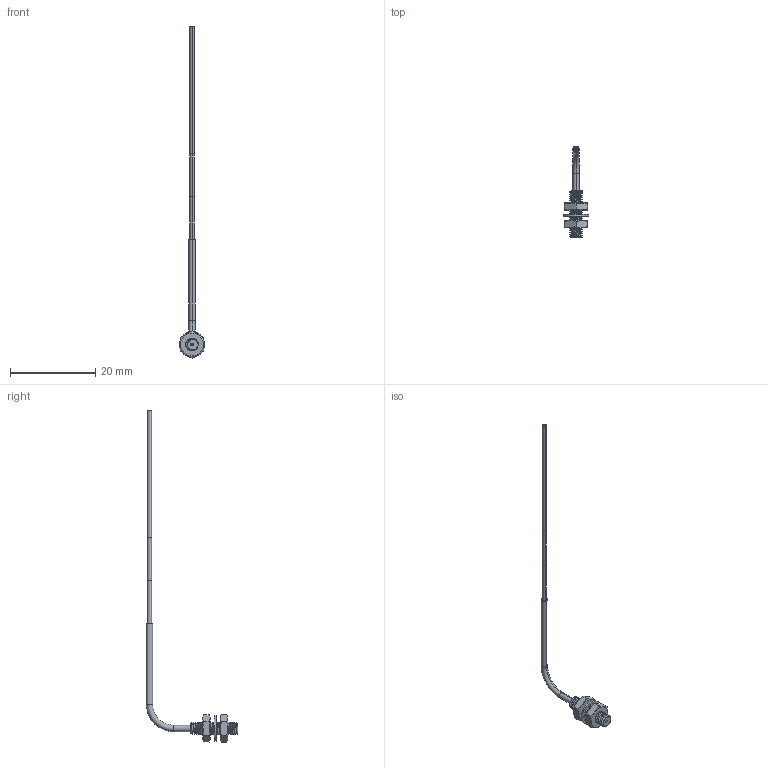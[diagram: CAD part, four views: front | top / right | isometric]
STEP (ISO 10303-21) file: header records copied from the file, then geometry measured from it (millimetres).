
FILE_DESCRIPTION((''),'2;1');
FILE_NAME('166414_ASM','2016-01-05T',('pdmadmin'),(''),'PRO/ENGINEER BY PARAMETRIC TECHNOLOGY CORPORATION, 2013230','PRO/ENGINEER BY PARAMETRIC TECHNOLOGY CORPORATION, 2013230','');
FILE_SCHEMA(('CONFIG_CONTROL_DESIGN'));
Length unit declared in the file: inch
Products named in the file (7): 39242; 28340; 08393_M3_ITLW_NI_PLATE; 08396_M3X0; 10141; FIBER_CORE_020_X_; 166414_ASM
Assembly tree (7 placements, depth 2):
  166414_ASM
    39242
    28340
    08393_M3_ITLW_NI_PLATE
    08396_M3X0  x2
    10141
    FIBER_CORE_020_X_
Bounding box: 5.99 x 21.43 x 77.84 mm (x, y, z)
Volume: 177.9 mm3; surface area: 1037.4 mm2
Topology: 7 solids, 8 shells, 232 faces, 584 edges, 366 vertices
Faces by surface type: cylinder 114, cone 50, plane 46, bspline 18, torus 4
Entity records: 12213 total; most frequent: CARTESIAN_POINT 7303, ORIENTED_EDGE 1028, DIRECTION 957, EDGE_CURVE 516, AXIS2_PLACEMENT_3D 370, VERTEX_POINT 328, VECTOR 217, LINE 217
